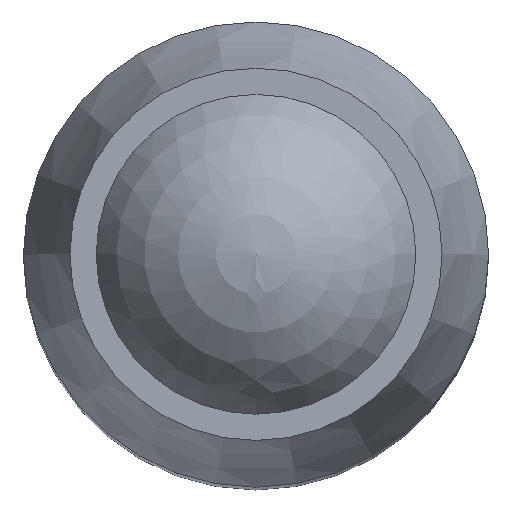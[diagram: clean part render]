
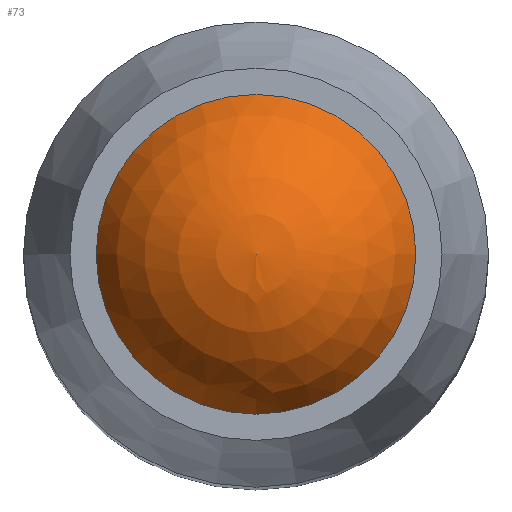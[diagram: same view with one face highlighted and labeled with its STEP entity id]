
A CAD part, top view. The second image highlights one B-rep face of the part: STEP entity #73.
In plain terms, the highlighted spherical face has radius 6 mm.
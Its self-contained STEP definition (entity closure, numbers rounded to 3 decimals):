
#73 = ADVANCED_FACE( '', ( #148, #149 ), #150, .T. );
#148 = FACE_BOUND( '', #219, .T. );
#149 = FACE_OUTER_BOUND( '', #220, .T. );
#150 = SPHERICAL_SURFACE( '', #221, 6. );
#219 = VERTEX_LOOP( '', #356 );
#220 = EDGE_LOOP( '', ( #357 ) );
#221 = AXIS2_PLACEMENT_3D( '', #358, #359, #360 );
#356 = VERTEX_POINT( '', #433 );
#357 = ORIENTED_EDGE( '', *, *, #421, .T. );
#358 = CARTESIAN_POINT( '', ( 0., 0., 59.68 ) );
#359 = DIRECTION( '', ( 0., 0., 1. ) );
#360 = DIRECTION( '', ( 0., -1., 0. ) );
#421 = EDGE_CURVE( '', #499, #499, #500, .T. );
#433 = CARTESIAN_POINT( '', ( 0., 0., 65.68 ) );
#499 = VERTEX_POINT( '', #599 );
#500 = CIRCLE( '', #600, 5.499 );
#599 = CARTESIAN_POINT( '', ( 5.499, 0., 62.08 ) );
#600 = AXIS2_PLACEMENT_3D( '', #656, #657, #658 );
#656 = CARTESIAN_POINT( '', ( 0., 0., 62.08 ) );
#657 = DIRECTION( '', ( 0., 0., 1. ) );
#658 = DIRECTION( '', ( 1., 0., 0. ) );
